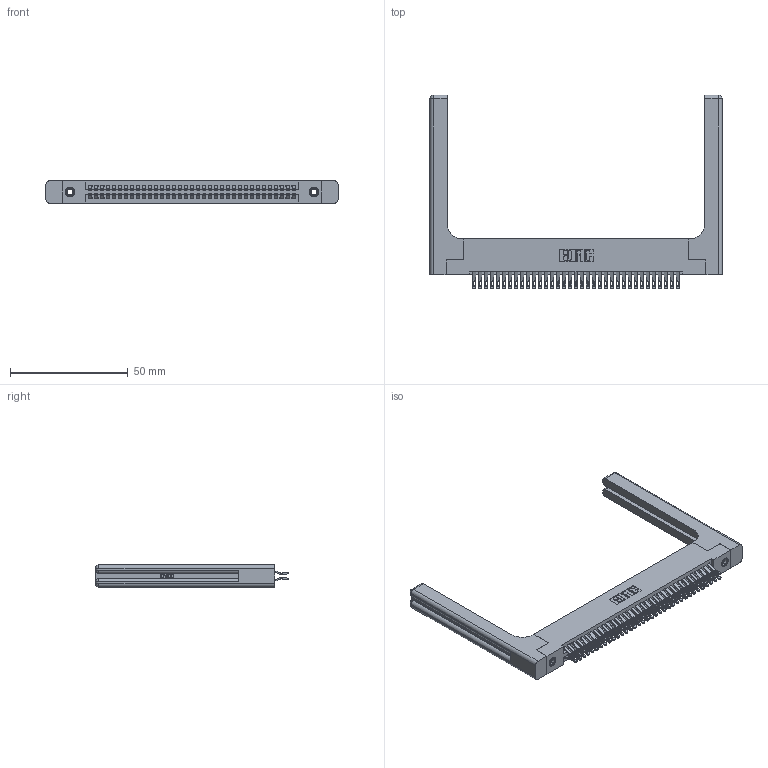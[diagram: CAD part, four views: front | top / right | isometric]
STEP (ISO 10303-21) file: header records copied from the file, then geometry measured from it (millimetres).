
FILE_DESCRIPTION (( 'STEP AP203' ), '1' );
FILE_NAME ('395-070-555-258.STEP', '2019-10-24T01:35:04', ( '' ), ( '' ), 'SwSTEP 2.0', 'SolidWorks 2016', '' );
FILE_SCHEMA (( 'CONFIG_CONTROL_DESIGN' ));
Length unit declared in the file: inch
Products named in the file (5): 345-250-001_345-250-001-102; 345-220-058_345-220-058; 395-070-555-258; 345 Part_Flush Mounting Lugs - 0.156 Dia-TH; 345-292-001_555 Tail
Assembly tree (75 placements, depth 2):
  395-070-555-258
    345 Part_Flush Mounting Lugs - 0.156 Dia-TH
    345-292-001_555 Tail  x70
    345-250-001_345-250-001-102  x2
    345-220-058_345-220-058  x2
Bounding box: 123.93 x 82.09 x 9.4 mm (x, y, z)
Volume: 20651.5 mm3; surface area: 23628.3 mm2
Topology: 75 solids, 75 shells, 4302 faces, 13397 edges, 8910 vertices
Faces by surface type: plane 2398, cylinder 1844, bspline 36, cone 12, sphere 8, torus 4
Entity records: 33912 total; most frequent: CARTESIAN_POINT 6719, ORIENTED_EDGE 5420, DIRECTION 4834, EDGE_CURVE 2710, VECTOR 2326, LINE 2326, VERTEX_POINT 1798, AXIS2_PLACEMENT_3D 1254
